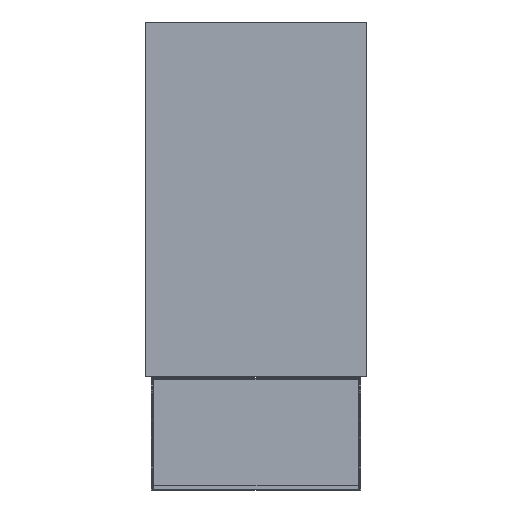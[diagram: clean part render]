
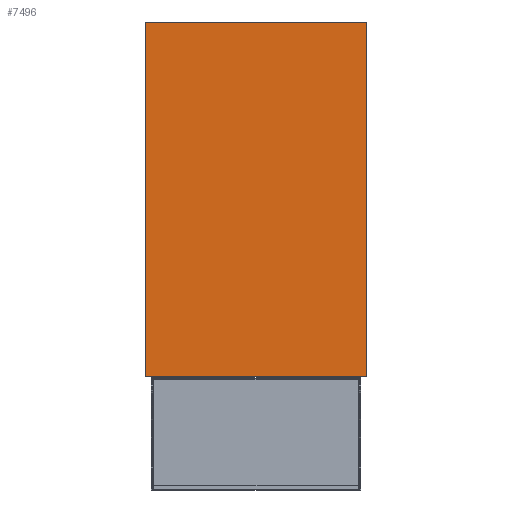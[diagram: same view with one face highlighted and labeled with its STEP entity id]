
A CAD part, front view. The second image highlights one B-rep face of the part: STEP entity #7496.
In plain terms, the highlighted planar face has unit normal (0, -1, 0).
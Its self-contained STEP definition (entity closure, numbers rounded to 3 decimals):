
#320 = DIRECTION ( 'NONE',  ( 0., 0., 1. ) ) ;
#726 = VECTOR ( 'NONE', #7627, 1000. ) ;
#914 = FACE_OUTER_BOUND ( 'NONE', #1432, .T. ) ;
#1138 = ORIENTED_EDGE ( 'NONE', *, *, #2380, .F. ) ;
#1204 = VECTOR ( 'NONE', #6351, 1000. ) ;
#1432 = EDGE_LOOP ( 'NONE', ( #3262, #3199, #4656, #1138 ) ) ;
#1468 = PLANE ( 'NONE',  #7615 ) ;
#1647 = CARTESIAN_POINT ( 'NONE',  ( -217.5, 0., -347.5 ) ) ;
#1660 = EDGE_CURVE ( 'NONE', #1877, #3699, #3880, .T. ) ;
#1686 = LINE ( 'NONE', #2984, #6613 ) ;
#1877 = VERTEX_POINT ( 'NONE', #7893 ) ;
#2140 = CARTESIAN_POINT ( 'NONE',  ( 0., 0., 0. ) ) ;
#2380 = EDGE_CURVE ( 'NONE', #3699, #4711, #7167, .T. ) ;
#2554 = EDGE_CURVE ( 'NONE', #7185, #1877, #4597, .T. ) ;
#2815 = CARTESIAN_POINT ( 'NONE',  ( 217.5, 0., -347.5 ) ) ;
#2984 = CARTESIAN_POINT ( 'NONE',  ( -217.5, 0., -347.5 ) ) ;
#3021 = VECTOR ( 'NONE', #6366, 1000. ) ;
#3199 = ORIENTED_EDGE ( 'NONE', *, *, #2554, .F. ) ;
#3262 = ORIENTED_EDGE ( 'NONE', *, *, #1660, .F. ) ;
#3325 = DIRECTION ( 'NONE',  ( 0., 1., 0. ) ) ;
#3699 = VERTEX_POINT ( 'NONE', #6468 ) ;
#3880 = LINE ( 'NONE', #2815, #3021 ) ;
#4527 = CARTESIAN_POINT ( 'NONE',  ( -217.5, 0., -347.5 ) ) ;
#4597 = LINE ( 'NONE', #5185, #726 ) ;
#4656 = ORIENTED_EDGE ( 'NONE', *, *, #6189, .F. ) ;
#4704 = DIRECTION ( 'NONE',  ( 0., 0., 1. ) ) ;
#4711 = VERTEX_POINT ( 'NONE', #1647 ) ;
#5055 = CARTESIAN_POINT ( 'NONE',  ( -217.5, 0., 347.5 ) ) ;
#5185 = CARTESIAN_POINT ( 'NONE',  ( -217.5, 0., 347.5 ) ) ;
#6189 = EDGE_CURVE ( 'NONE', #4711, #7185, #1686, .T. ) ;
#6351 = DIRECTION ( 'NONE',  ( -1., 0., 0. ) ) ;
#6366 = DIRECTION ( 'NONE',  ( 0., 0., -1. ) ) ;
#6468 = CARTESIAN_POINT ( 'NONE',  ( 217.5, 0., -347.5 ) ) ;
#6613 = VECTOR ( 'NONE', #4704, 1000. ) ;
#7167 = LINE ( 'NONE', #4527, #1204 ) ;
#7185 = VERTEX_POINT ( 'NONE', #5055 ) ;
#7496 = ADVANCED_FACE ( 'NONE', ( #914 ), #1468, .F. ) ;
#7615 = AXIS2_PLACEMENT_3D ( 'NONE', #2140, #3325, #320 ) ;
#7627 = DIRECTION ( 'NONE',  ( 1., 0., 0. ) ) ;
#7893 = CARTESIAN_POINT ( 'NONE',  ( 217.5, 0., 347.5 ) ) ;
